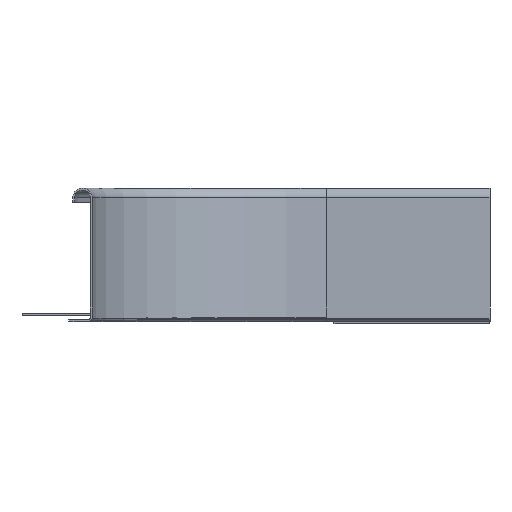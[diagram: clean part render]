
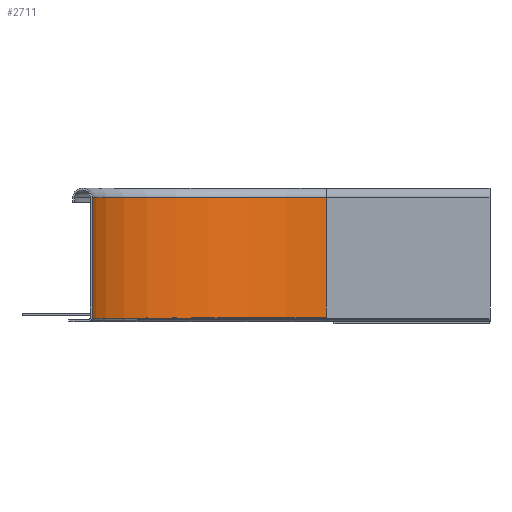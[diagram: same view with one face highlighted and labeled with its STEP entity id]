
A CAD part, left-side view. The second image highlights one B-rep face of the part: STEP entity #2711.
In plain terms, the highlighted cylindrical face has radius 150 mm (diameter 300 mm), a partial arc.
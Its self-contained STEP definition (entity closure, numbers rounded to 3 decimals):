
#2275=DIRECTION('',(0.,1.,0.));
#2276=VECTOR('',#2275,77.);
#2277=CARTESIAN_POINT('',(0.,2.25,-105.));
#2278=LINE('',#2277,#2276);
#2279=DIRECTION('',(0.,-1.,0.));
#2280=VECTOR('',#2279,77.);
#2281=CARTESIAN_POINT('',(-150.,79.25,-255.));
#2282=LINE('',#2281,#2280);
#2458=CARTESIAN_POINT('',(-150.,79.25,-105.));
#2459=DIRECTION('',(0.,-1.,0.));
#2460=DIRECTION('',(0.,0.,-1.));
#2461=AXIS2_PLACEMENT_3D('',#2458,#2459,#2460);
#2524=CARTESIAN_POINT('',(-150.,2.25,-105.));
#2525=DIRECTION('',(0.,1.,0.));
#2526=DIRECTION('',(1.,0.,0.));
#2527=AXIS2_PLACEMENT_3D('',#2524,#2525,#2526);
#2549=CARTESIAN_POINT('',(-150.,2.25,-255.));
#2551=VERTEX_POINT('',#2549);
#2557=CARTESIAN_POINT('',(-150.,79.25,-255.));
#2558=VERTEX_POINT('',#2557);
#2582=CARTESIAN_POINT('',(0.,2.25,-105.));
#2584=VERTEX_POINT('',#2582);
#2585=CARTESIAN_POINT('',(0.,79.25,-105.));
#2586=VERTEX_POINT('',#2585);
#2697=CARTESIAN_POINT('',(-150.,0.,-105.));
#2698=DIRECTION('',(0.,1.,0.));
#2699=DIRECTION('',(0.,0.,1.));
#2700=AXIS2_PLACEMENT_3D('',#2697,#2698,#2699);
#2701=CYLINDRICAL_SURFACE('',#2700,150.);
#2703=ORIENTED_EDGE('',*,*,#2702,.F.);
#2705=ORIENTED_EDGE('',*,*,#2704,.T.);
#2706=ORIENTED_EDGE('',*,*,#2688,.F.);
#2708=ORIENTED_EDGE('',*,*,#2707,.T.);
#2709=EDGE_LOOP('',(#2703,#2705,#2706,#2708));
#2710=FACE_OUTER_BOUND('',#2709,.F.);
#2711=ADVANCED_FACE('',(#2710),#2701,.F.);
#2462=CIRCLE('',#2461,150.);
#2528=CIRCLE('',#2527,150.);
#2688=EDGE_CURVE('',#2558,#2551,#2282,.T.);
#2702=EDGE_CURVE('',#2584,#2586,#2278,.T.);
#2704=EDGE_CURVE('',#2584,#2551,#2528,.T.);
#2707=EDGE_CURVE('',#2558,#2586,#2462,.T.);
